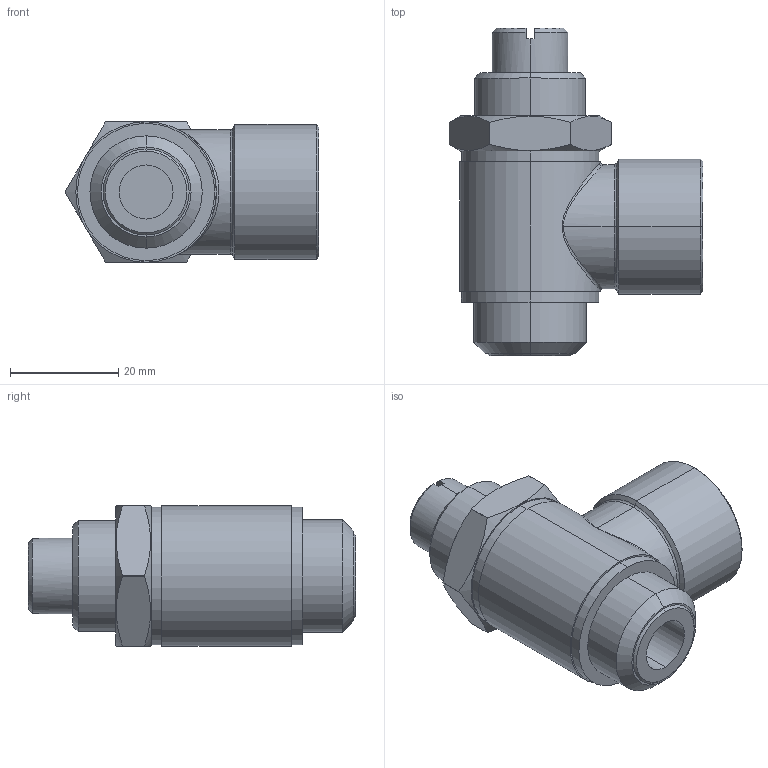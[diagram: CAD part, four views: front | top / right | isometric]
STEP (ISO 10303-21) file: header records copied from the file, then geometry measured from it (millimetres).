
FILE_DESCRIPTION (( 'STEP AP203' ), '1' );
FILE_NAME ('04070C04.STEP', '2010-04-28T09:43:46', ( '' ), ( 'sopra-pneumatic' ), 'SwSTEP 2.0', 'SolidWorks 2009', '' );
FILE_SCHEMA (( 'CONFIG_CONTROL_DESIGN' ));
Length unit declared in the file: millimetre
Products named in the file (1): 04070C04
Bounding box: 47 x 60.67 x 26 mm (x, y, z)
Volume: 29255.4 mm3; surface area: 8819.1 mm2
Topology: 1 solids, 3 shells, 76 faces, 169 edges, 108 vertices
Faces by surface type: cylinder 32, plane 24, cone 16, bspline 2, torus 2
Entity records: 3677 total; most frequent: CARTESIAN_POINT 1904, DIRECTION 369, ORIENTED_EDGE 338, EDGE_CURVE 169, AXIS2_PLACEMENT_3D 156, VERTEX_POINT 108, EDGE_LOOP 85, CIRCLE 81
